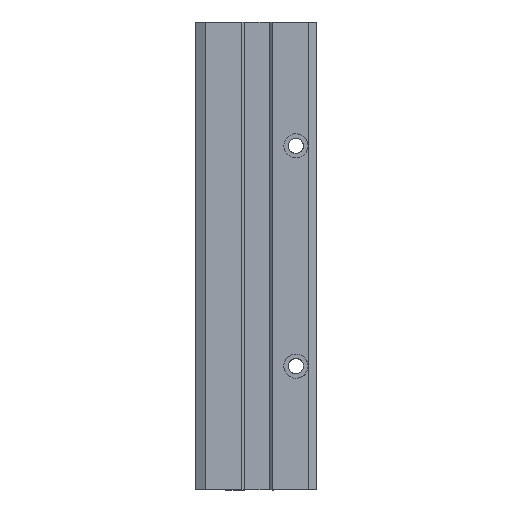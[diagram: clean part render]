
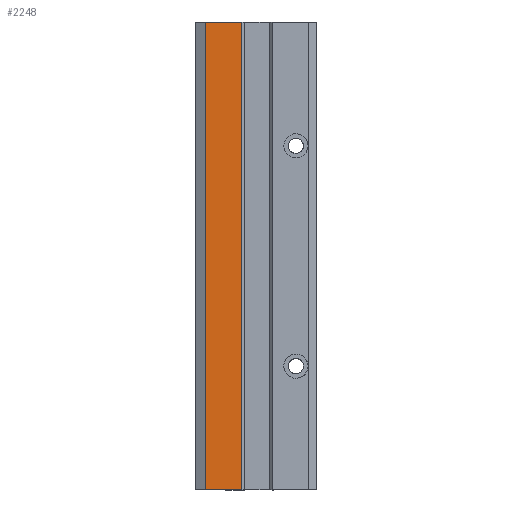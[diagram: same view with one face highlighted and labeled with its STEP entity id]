
A CAD part, left-side view. The second image highlights one B-rep face of the part: STEP entity #2248.
In plain terms, the highlighted free-form (B-spline) face has degree [1, 1] with [2, 2] control points.
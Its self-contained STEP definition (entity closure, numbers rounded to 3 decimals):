
#276 = B_SPLINE_CURVE_WITH_KNOTS ( 'NONE', 1,
 ( #1425, #1830 ),
 .UNSPECIFIED., .F., .F.,
 ( 2, 2 ),
 ( 0., 1. ),
 .UNSPECIFIED. ) ;
#381 = EDGE_CURVE ( 'NONE', #2011, #2631, #5007, .T. ) ;
#459 = CARTESIAN_POINT ( 'NONE',  ( -13., 27.163, -170. ) ) ;
#524 = VERTEX_POINT ( 'NONE', #4436 ) ;
#577 = CARTESIAN_POINT ( 'NONE',  ( -13., 40.326, 0. ) ) ;
#622 = EDGE_LOOP ( 'NONE', ( #3454, #2376, #995, #3780 ) ) ;
#995 = ORIENTED_EDGE ( 'NONE', *, *, #1643, .T. ) ;
#1364 = CARTESIAN_POINT ( 'NONE',  ( -13., 40.326, 0. ) ) ;
#1425 = CARTESIAN_POINT ( 'NONE',  ( -13., 40.326, 0. ) ) ;
#1558 = CARTESIAN_POINT ( 'NONE',  ( -13., 40.326, 0. ) ) ;
#1640 = CARTESIAN_POINT ( 'NONE',  ( -13., 40.326, -170. ) ) ;
#1643 = EDGE_CURVE ( 'NONE', #524, #2011, #4234, .T. ) ;
#1830 = CARTESIAN_POINT ( 'NONE',  ( -13., 27.163, 0. ) ) ;
#2011 = VERTEX_POINT ( 'NONE', #4681 ) ;
#2248 = ADVANCED_FACE ( 'NONE', ( #3606 ), #4426, .T. ) ;
#2282 = EDGE_CURVE ( 'NONE', #2765, #2631, #276, .T. ) ;
#2376 = ORIENTED_EDGE ( 'NONE', *, *, #3031, .T. ) ;
#2631 = VERTEX_POINT ( 'NONE', #3100 ) ;
#2765 = VERTEX_POINT ( 'NONE', #1364 ) ;
#2988 = CARTESIAN_POINT ( 'NONE',  ( -13., 27.163, 0. ) ) ;
#3031 = EDGE_CURVE ( 'NONE', #2765, #524, #3148, .T. ) ;
#3100 = CARTESIAN_POINT ( 'NONE',  ( -13., 27.163, 0. ) ) ;
#3148 = B_SPLINE_CURVE_WITH_KNOTS ( 'NONE', 1,
 ( #1558, #5149 ),
 .UNSPECIFIED., .F., .F.,
 ( 2, 2 ),
 ( 0., 1. ),
 .UNSPECIFIED. ) ;
#3454 = ORIENTED_EDGE ( 'NONE', *, *, #2282, .F. ) ;
#3554 = CARTESIAN_POINT ( 'NONE',  ( -13., 27.163, -170. ) ) ;
#3606 = FACE_OUTER_BOUND ( 'NONE', #622, .T. ) ;
#3780 = ORIENTED_EDGE ( 'NONE', *, *, #381, .T. ) ;
#3787 = CARTESIAN_POINT ( 'NONE',  ( -13., 40.326, -170. ) ) ;
#3960 = CARTESIAN_POINT ( 'NONE',  ( -13., 27.163, 0. ) ) ;
#4234 = B_SPLINE_CURVE_WITH_KNOTS ( 'NONE', 1,
 ( #1640, #459 ),
 .UNSPECIFIED., .F., .F.,
 ( 2, 2 ),
 ( 0., 1. ),
 .UNSPECIFIED. ) ;
#4426 = B_SPLINE_SURFACE_WITH_KNOTS ( 'NONE', 1, 1, ( 
 ( #4580, #3787 ),
 ( #2988, #577 ) ),
 .UNSPECIFIED., .F., .F., .F.,
 ( 2, 2 ),
 ( 2, 2 ),
 ( 0., 1. ),
 ( 0., 1. ),
 .UNSPECIFIED. ) ;
#4436 = CARTESIAN_POINT ( 'NONE',  ( -13., 40.326, -170. ) ) ;
#4580 = CARTESIAN_POINT ( 'NONE',  ( -13., 27.163, -170. ) ) ;
#4681 = CARTESIAN_POINT ( 'NONE',  ( -13., 27.163, -170. ) ) ;
#5007 = B_SPLINE_CURVE_WITH_KNOTS ( 'NONE', 1,
 ( #3554, #3960 ),
 .UNSPECIFIED., .F., .F.,
 ( 2, 2 ),
 ( 0., 1. ),
 .UNSPECIFIED. ) ;
#5149 = CARTESIAN_POINT ( 'NONE',  ( -13., 40.326, -170. ) ) ;
